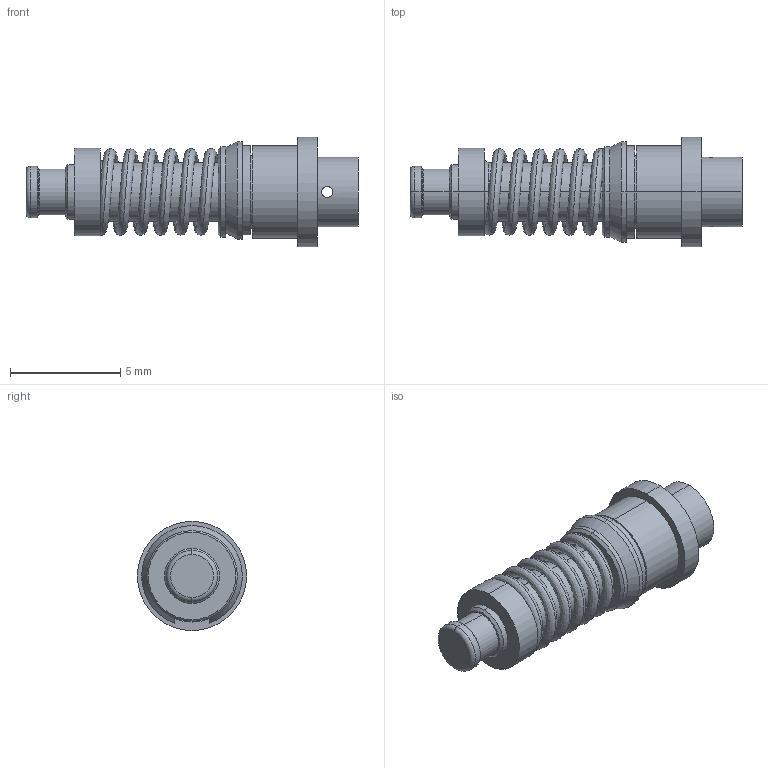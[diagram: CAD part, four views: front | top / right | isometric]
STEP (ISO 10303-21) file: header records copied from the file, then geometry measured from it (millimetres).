
FILE_DESCRIPTION (( 'STEP AP214' ), '1' );
FILE_NAME ('3221-40066.STEP', '2017-06-30T03:25:48', ( '' ), ( '' ), 'SwSTEP 2.0', 'SolidWorks 2016', '' );
FILE_SCHEMA (( 'AUTOMOTIVE_DESIGN' ));
Length unit declared in the file: inch
Products named in the file (2): 3221-40066
Bounding box: 15.06 x 4.95 x 4.95 mm (x, y, z)
Volume: 135.3 mm3; surface area: 350.2 mm2
Topology: 1 solids, 1 shells, 67 faces, 149 edges, 92 vertices
Faces by surface type: cylinder 32, plane 18, cone 9, torus 6, bspline 2
Entity records: 4065 total; most frequent: CARTESIAN_POINT 1631, DIRECTION 344, ORIENTED_EDGE 298, EDGE_CURVE 149, AXIS2_PLACEMENT_3D 146, VERTEX_POINT 92, EDGE_LOOP 81, CIRCLE 79
